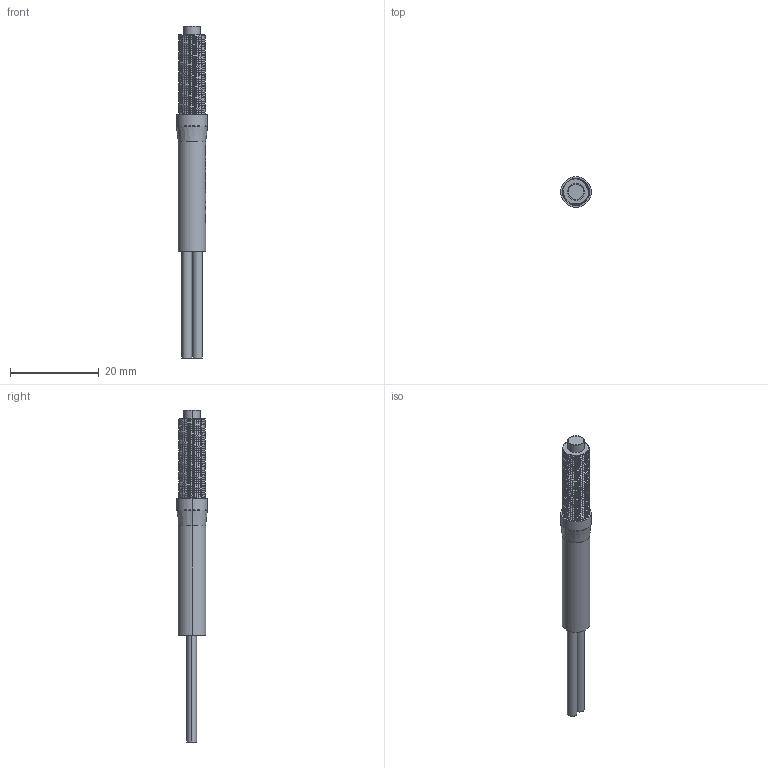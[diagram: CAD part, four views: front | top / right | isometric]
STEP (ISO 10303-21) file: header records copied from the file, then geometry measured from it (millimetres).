
FILE_DESCRIPTION (( 'STEP AP214' ), '1' );
FILE_NAME ('PD-62.STEP', '2015-09-24T08:22:32', ( '' ), ( '' ), 'SwSTEP 2.0', 'SolidWorks 2013', '' );
FILE_SCHEMA (( 'AUTOMOTIVE_DESIGN' ));
Length unit declared in the file: millimetre
Products named in the file (1): PD-62
Bounding box: 7 x 7 x 75 mm (x, y, z)
Volume: 1244.6 mm3; surface area: 2462.8 mm2
Topology: 1 solids, 1 shells, 280 faces, 783 edges, 516 vertices
Faces by surface type: plane 133, cylinder 108, bspline 25, torus 8, cone 6
Entity records: 15869 total; most frequent: CARTESIAN_POINT 7109, ORIENTED_EDGE 1566, DIRECTION 1179, EDGE_CURVE 783, VERTEX_POINT 516, LINE 423, VECTOR 423, AXIS2_PLACEMENT_3D 378
